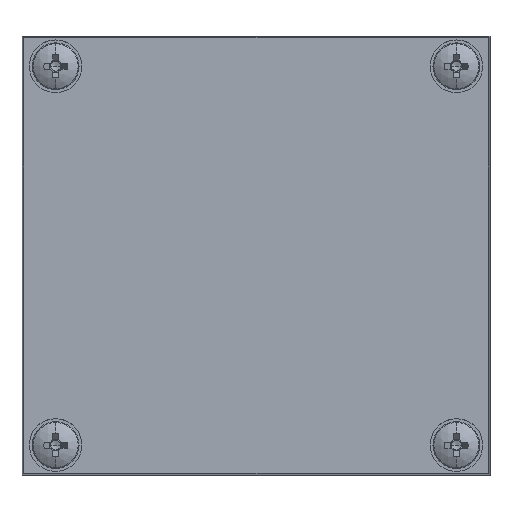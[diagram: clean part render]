
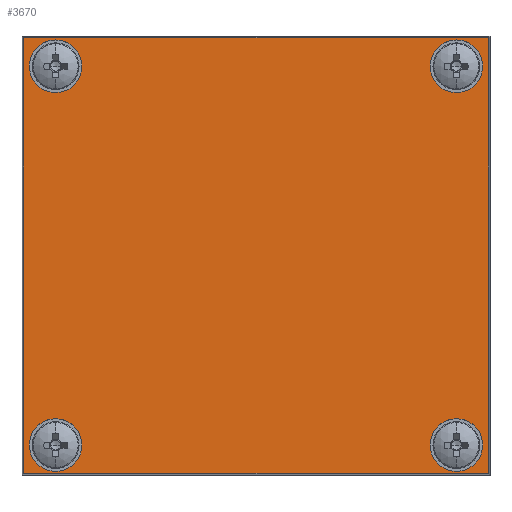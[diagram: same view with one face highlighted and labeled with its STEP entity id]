
A CAD part, top view. The second image highlights one B-rep face of the part: STEP entity #3670.
In plain terms, the highlighted face is planar.
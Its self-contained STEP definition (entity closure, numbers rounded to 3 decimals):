
#76 = EDGE_CURVE ( 'NONE', #3059, #3248, #4431, .T. ) ;
#100 = CARTESIAN_POINT ( 'NONE',  ( 32.375, -15., -38.75 ) ) ;
#197 = CARTESIAN_POINT ( 'NONE',  ( -32.375, -15., 38.75 ) ) ;
#203 = FACE_BOUND ( 'NONE', #2388, .T. ) ;
#224 = FACE_BOUND ( 'NONE', #2869, .T. ) ;
#276 = DIRECTION ( 'NONE',  ( 0., -1., 0. ) ) ;
#366 = DIRECTION ( 'NONE',  ( 0., 0., -1. ) ) ;
#374 = ORIENTED_EDGE ( 'NONE', *, *, #780, .F. ) ;
#379 = EDGE_CURVE ( 'NONE', #4611, #1757, #1045, .T. ) ;
#422 = DIRECTION ( 'NONE',  ( 0., 0., -1. ) ) ;
#439 = EDGE_CURVE ( 'NONE', #3642, #3059, #3032, .T. ) ;
#441 = VECTOR ( 'NONE', #422, 1000. ) ;
#521 = EDGE_CURVE ( 'NONE', #3248, #4498, #793, .T. ) ;
#552 = CIRCLE ( 'NONE', #1919, 4.5 ) ;
#553 = DIRECTION ( 'NONE',  ( 0., 0., 1. ) ) ;
#555 = CARTESIAN_POINT ( 'NONE',  ( 0., -15., 0. ) ) ;
#590 = VECTOR ( 'NONE', #4150, 1000. ) ;
#603 = EDGE_CURVE ( 'NONE', #4498, #3642, #935, .T. ) ;
#664 = AXIS2_PLACEMENT_3D ( 'NONE', #722, #2183, #2504 ) ;
#669 = ORIENTED_EDGE ( 'NONE', *, *, #1972, .F. ) ;
#716 = AXIS2_PLACEMENT_3D ( 'NONE', #4141, #2323, #4236 ) ;
#722 = CARTESIAN_POINT ( 'NONE',  ( 32.375, -15., -34.25 ) ) ;
#737 = CIRCLE ( 'NONE', #664, 4.5 ) ;
#745 = VERTEX_POINT ( 'NONE', #3560 ) ;
#780 = EDGE_CURVE ( 'NONE', #4308, #3814, #1196, .T. ) ;
#784 = CIRCLE ( 'NONE', #1924, 4.5 ) ;
#793 = LINE ( 'NONE', #1532, #590 ) ;
#806 = DIRECTION ( 'NONE',  ( 0., -1., 0. ) ) ;
#807 = EDGE_CURVE ( 'NONE', #1752, #745, #737, .T. ) ;
#935 = LINE ( 'NONE', #4634, #4032 ) ;
#1024 = ORIENTED_EDGE ( 'NONE', *, *, #2846, .F. ) ;
#1045 = CIRCLE ( 'NONE', #3268, 4.5 ) ;
#1056 = ORIENTED_EDGE ( 'NONE', *, *, #76, .F. ) ;
#1180 = AXIS2_PLACEMENT_3D ( 'NONE', #4556, #1926, #1273 ) ;
#1196 = CIRCLE ( 'NONE', #1800, 4.5 ) ;
#1273 = DIRECTION ( 'NONE',  ( 0., 0., -1. ) ) ;
#1324 = PLANE ( 'NONE',  #2166 ) ;
#1353 = FACE_BOUND ( 'NONE', #3779, .T. ) ;
#1376 = CARTESIAN_POINT ( 'NONE',  ( 32.375, -15., 34.25 ) ) ;
#1414 = DIRECTION ( 'NONE',  ( 0., 0., -1. ) ) ;
#1422 = ORIENTED_EDGE ( 'NONE', *, *, #439, .F. ) ;
#1459 = EDGE_LOOP ( 'NONE', ( #1056, #1422, #2617, #1663 ) ) ;
#1532 = CARTESIAN_POINT ( 'NONE',  ( -37.5, -15., -39.738 ) ) ;
#1547 = CARTESIAN_POINT ( 'NONE',  ( -32.375, -15., -29.75 ) ) ;
#1552 = CARTESIAN_POINT ( 'NONE',  ( -37.238, -15., -39.738 ) ) ;
#1663 = ORIENTED_EDGE ( 'NONE', *, *, #521, .F. ) ;
#1705 = CARTESIAN_POINT ( 'NONE',  ( -32.375, -15., 29.75 ) ) ;
#1752 = VERTEX_POINT ( 'NONE', #100 ) ;
#1757 = VERTEX_POINT ( 'NONE', #4151 ) ;
#1800 = AXIS2_PLACEMENT_3D ( 'NONE', #3202, #4659, #1414 ) ;
#1835 = CARTESIAN_POINT ( 'NONE',  ( -32.375, -15., 34.25 ) ) ;
#1893 = CARTESIAN_POINT ( 'NONE',  ( 37.238, -15., 40. ) ) ;
#1919 = AXIS2_PLACEMENT_3D ( 'NONE', #1835, #3653, #366 ) ;
#1924 = AXIS2_PLACEMENT_3D ( 'NONE', #4101, #806, #4678 ) ;
#1926 = DIRECTION ( 'NONE',  ( 0., -1., 0. ) ) ;
#1972 = EDGE_CURVE ( 'NONE', #3238, #2167, #552, .T. ) ;
#2139 = DIRECTION ( 'NONE',  ( 0., 0., -1. ) ) ;
#2166 = AXIS2_PLACEMENT_3D ( 'NONE', #555, #276, #3107 ) ;
#2167 = VERTEX_POINT ( 'NONE', #197 ) ;
#2183 = DIRECTION ( 'NONE',  ( 0., -1., 0. ) ) ;
#2231 = CARTESIAN_POINT ( 'NONE',  ( -37.5, -15., 39.738 ) ) ;
#2270 = CARTESIAN_POINT ( 'NONE',  ( 32.375, -15., -34.25 ) ) ;
#2323 = DIRECTION ( 'NONE',  ( 0., -1., 0. ) ) ;
#2388 = EDGE_LOOP ( 'NONE', ( #4133, #1024 ) ) ;
#2429 = VECTOR ( 'NONE', #4515, 1000. ) ;
#2435 = CARTESIAN_POINT ( 'NONE',  ( -37.238, -15., 39.738 ) ) ;
#2504 = DIRECTION ( 'NONE',  ( 0., 0., -1. ) ) ;
#2526 = ORIENTED_EDGE ( 'NONE', *, *, #379, .F. ) ;
#2546 = ORIENTED_EDGE ( 'NONE', *, *, #4364, .F. ) ;
#2617 = ORIENTED_EDGE ( 'NONE', *, *, #603, .F. ) ;
#2698 = DIRECTION ( 'NONE',  ( 0., -1., 0. ) ) ;
#2846 = EDGE_CURVE ( 'NONE', #745, #1752, #3558, .T. ) ;
#2848 = DIRECTION ( 'NONE',  ( 0., -1., 0. ) ) ;
#2869 = EDGE_LOOP ( 'NONE', ( #3429, #2526 ) ) ;
#3032 = LINE ( 'NONE', #2231, #2429 ) ;
#3059 = VERTEX_POINT ( 'NONE', #4574 ) ;
#3094 = CIRCLE ( 'NONE', #716, 4.5 ) ;
#3107 = DIRECTION ( 'NONE',  ( 0., 0., -1. ) ) ;
#3202 = CARTESIAN_POINT ( 'NONE',  ( -32.375, -15., -34.25 ) ) ;
#3238 = VERTEX_POINT ( 'NONE', #1705 ) ;
#3248 = VERTEX_POINT ( 'NONE', #3911 ) ;
#3268 = AXIS2_PLACEMENT_3D ( 'NONE', #1376, #2848, #2139 ) ;
#3429 = ORIENTED_EDGE ( 'NONE', *, *, #3818, .F. ) ;
#3509 = CARTESIAN_POINT ( 'NONE',  ( 32.375, -15., 38.75 ) ) ;
#3548 = ORIENTED_EDGE ( 'NONE', *, *, #3984, .F. ) ;
#3558 = CIRCLE ( 'NONE', #4548, 4.5 ) ;
#3560 = CARTESIAN_POINT ( 'NONE',  ( 32.375, -15., -29.75 ) ) ;
#3642 = VERTEX_POINT ( 'NONE', #2435 ) ;
#3653 = DIRECTION ( 'NONE',  ( 0., -1., 0. ) ) ;
#3670 = ADVANCED_FACE ( 'NONE', ( #203, #1353, #4298, #224, #3948 ), #1324, .T. ) ;
#3694 = CARTESIAN_POINT ( 'NONE',  ( -32.375, -15., -38.75 ) ) ;
#3779 = EDGE_LOOP ( 'NONE', ( #374, #2546 ) ) ;
#3814 = VERTEX_POINT ( 'NONE', #1547 ) ;
#3818 = EDGE_CURVE ( 'NONE', #1757, #4611, #784, .T. ) ;
#3911 = CARTESIAN_POINT ( 'NONE',  ( 37.238, -15., -39.738 ) ) ;
#3948 = FACE_OUTER_BOUND ( 'NONE', #1459, .T. ) ;
#3984 = EDGE_CURVE ( 'NONE', #2167, #3238, #3094, .T. ) ;
#4032 = VECTOR ( 'NONE', #553, 1000. ) ;
#4101 = CARTESIAN_POINT ( 'NONE',  ( 32.375, -15., 34.25 ) ) ;
#4133 = ORIENTED_EDGE ( 'NONE', *, *, #807, .F. ) ;
#4141 = CARTESIAN_POINT ( 'NONE',  ( -32.375, -15., 34.25 ) ) ;
#4150 = DIRECTION ( 'NONE',  ( -1., 0., 0. ) ) ;
#4151 = CARTESIAN_POINT ( 'NONE',  ( 32.375, -15., 29.75 ) ) ;
#4158 = DIRECTION ( 'NONE',  ( 0., 0., -1. ) ) ;
#4236 = DIRECTION ( 'NONE',  ( 0., 0., -1. ) ) ;
#4267 = EDGE_LOOP ( 'NONE', ( #669, #3548 ) ) ;
#4298 = FACE_BOUND ( 'NONE', #4267, .T. ) ;
#4308 = VERTEX_POINT ( 'NONE', #3694 ) ;
#4364 = EDGE_CURVE ( 'NONE', #3814, #4308, #4629, .T. ) ;
#4431 = LINE ( 'NONE', #1893, #441 ) ;
#4498 = VERTEX_POINT ( 'NONE', #1552 ) ;
#4515 = DIRECTION ( 'NONE',  ( 1., 0., 0. ) ) ;
#4548 = AXIS2_PLACEMENT_3D ( 'NONE', #2270, #2698, #4158 ) ;
#4556 = CARTESIAN_POINT ( 'NONE',  ( -32.375, -15., -34.25 ) ) ;
#4574 = CARTESIAN_POINT ( 'NONE',  ( 37.238, -15., 39.738 ) ) ;
#4611 = VERTEX_POINT ( 'NONE', #3509 ) ;
#4629 = CIRCLE ( 'NONE', #1180, 4.5 ) ;
#4634 = CARTESIAN_POINT ( 'NONE',  ( -37.238, -15., 40. ) ) ;
#4659 = DIRECTION ( 'NONE',  ( 0., -1., 0. ) ) ;
#4678 = DIRECTION ( 'NONE',  ( 0., 0., -1. ) ) ;
